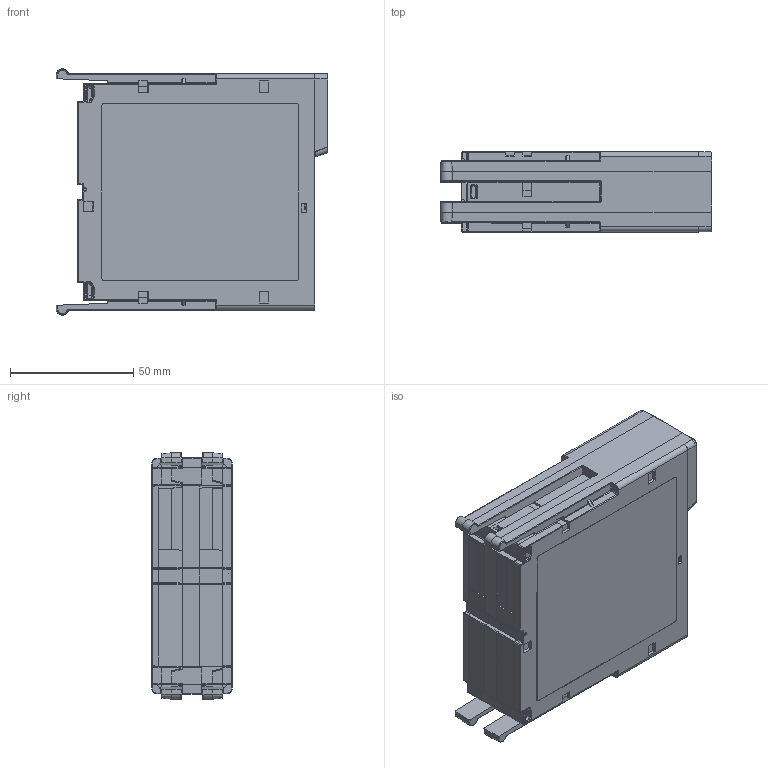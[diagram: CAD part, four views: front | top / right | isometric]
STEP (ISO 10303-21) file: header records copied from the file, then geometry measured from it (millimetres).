
FILE_DESCRIPTION((''),'2;1');
FILE_NAME('DM_CAD-2166_SW0001','2015-09-07T',('Creinig-se'),(''),'PRO/ENGINEER BY PARAMETRIC TECHNOLOGY CORPORATION, 2013050','PRO/ENGINEER BY PARAMETRIC TECHNOLOGY CORPORATION, 2013050','');
FILE_SCHEMA(('CONFIG_CONTROL_DESIGN'));
Length unit declared in the file: millimetre
Products named in the file (1): DM_CAD-2166_SW0001
Bounding box: 110.2 x 32.5 x 100 mm (x, y, z)
Volume: 294364.9 mm3; surface area: 36401.8 mm2
Topology: 1 solids, 1 shells, 1029 faces, 2589 edges, 1588 vertices
Faces by surface type: plane 648, cylinder 263, bspline 52, sphere 45, cone 12, extrusion 5, torus 4
Entity records: 40300 total; most frequent: CARTESIAN_POINT 9131, ORIENTED_EDGE 5178, DIRECTION 4519, EDGE_CURVE 2589, VECTOR 1969, LINE 1964, VERTEX_POINT 1588, AXIS2_PLACEMENT_3D 1275
